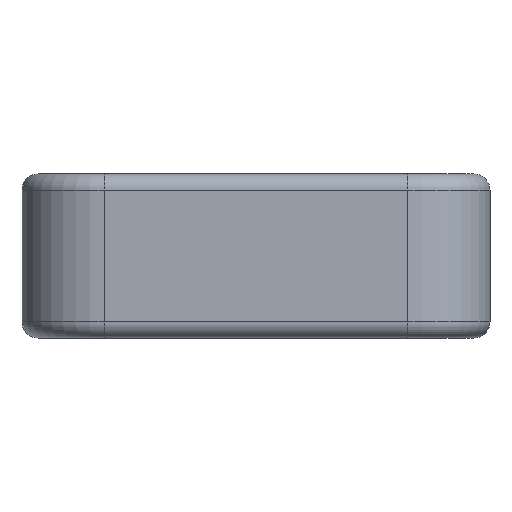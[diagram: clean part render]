
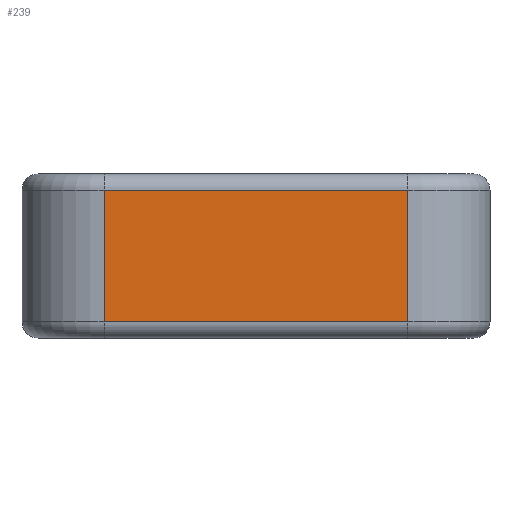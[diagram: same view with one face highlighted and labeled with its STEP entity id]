
A CAD part, left-side view. The second image highlights one B-rep face of the part: STEP entity #239.
In plain terms, the highlighted planar face has unit normal (-1, 0, 0).
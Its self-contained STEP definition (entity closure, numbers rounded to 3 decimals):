
#63 = VERTEX_POINT('',#64);
#64 = CARTESIAN_POINT('',(-30.65,18.5,1.));
#71 = EDGE_CURVE('',#63,#72,#74,.T.);
#72 = VERTEX_POINT('',#73);
#73 = CARTESIAN_POINT('',(-30.65,18.5,9.));
#74 = LINE('',#75,#76);
#75 = CARTESIAN_POINT('',(-30.65,18.5,0.));
#76 = VECTOR('',#77,1.);
#77 = DIRECTION('',(0.,0.,1.));
#239 = ADVANCED_FACE('',(#240),#265,.F.);
#240 = FACE_BOUND('',#241,.F.);
#241 = EDGE_LOOP('',(#242,#243,#251,#259));
#242 = ORIENTED_EDGE('',*,*,#71,.T.);
#243 = ORIENTED_EDGE('',*,*,#244,.T.);
#244 = EDGE_CURVE('',#72,#245,#247,.T.);
#245 = VERTEX_POINT('',#246);
#246 = CARTESIAN_POINT('',(-30.65,0.,9.));
#247 = LINE('',#248,#249);
#248 = CARTESIAN_POINT('',(-30.65,18.5,9.));
#249 = VECTOR('',#250,1.);
#250 = DIRECTION('',(0.,-1.,0.));
#251 = ORIENTED_EDGE('',*,*,#252,.F.);
#252 = EDGE_CURVE('',#253,#245,#255,.T.);
#253 = VERTEX_POINT('',#254);
#254 = CARTESIAN_POINT('',(-30.65,0.,1.));
#255 = LINE('',#256,#257);
#256 = CARTESIAN_POINT('',(-30.65,0.,0.));
#257 = VECTOR('',#258,1.);
#258 = DIRECTION('',(0.,0.,1.));
#259 = ORIENTED_EDGE('',*,*,#260,.F.);
#260 = EDGE_CURVE('',#63,#253,#261,.T.);
#261 = LINE('',#262,#263);
#262 = CARTESIAN_POINT('',(-30.65,18.5,1.));
#263 = VECTOR('',#264,1.);
#264 = DIRECTION('',(0.,-1.,0.));
#265 = PLANE('',#266);
#266 = AXIS2_PLACEMENT_3D('',#267,#268,#269);
#267 = CARTESIAN_POINT('',(-30.65,23.5,0.));
#268 = DIRECTION('',(1.,0.,0.));
#269 = DIRECTION('',(0.,-1.,0.));
